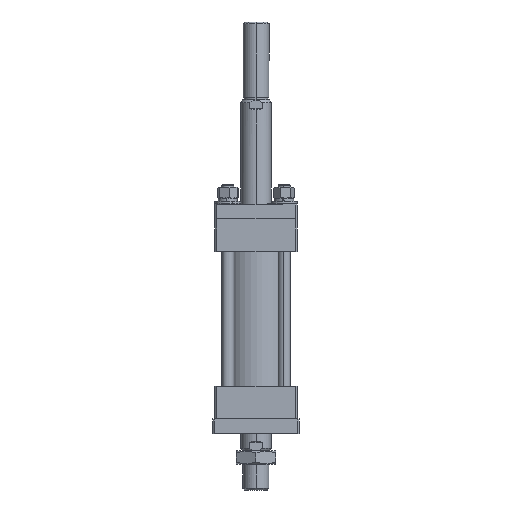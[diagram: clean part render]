
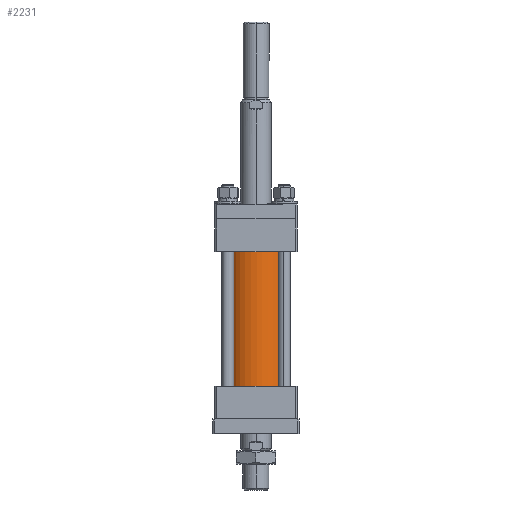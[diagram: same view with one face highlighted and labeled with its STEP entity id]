
A CAD part, left-side view. The second image highlights one B-rep face of the part: STEP entity #2231.
In plain terms, the highlighted cylindrical face has radius 37.5 mm (diameter 75 mm), a partial arc.
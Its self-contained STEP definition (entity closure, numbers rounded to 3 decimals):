
#1034 = VERTEX_POINT ( 'NONE', #4230 ) ;
#1051 = EDGE_LOOP ( 'NONE', ( #7301, #7302, #7299, #7300 ) ) ;
#1444 = CARTESIAN_POINT ( 'NONE',  ( 0., 155., -37.5 ) ) ;
#1447 = CARTESIAN_POINT ( 'NONE',  ( 0., 155., 0. ) ) ;
#1448 = DIRECTION ( 'NONE',  ( 0., 1., 0. ) ) ;
#1449 = DIRECTION ( 'NONE',  ( 0., 0., 1. ) ) ;
#1450 = DIRECTION ( 'NONE',  ( 0., -1., 0. ) ) ;
#1500 = CARTESIAN_POINT ( 'NONE',  ( 0., 0., 0. ) ) ;
#1501 = DIRECTION ( 'NONE',  ( 0., 1., 0. ) ) ;
#1502 = DIRECTION ( 'NONE',  ( 0., 0., 1. ) ) ;
#1982 = CARTESIAN_POINT ( 'NONE',  ( 0., 0., 37.5 ) ) ;
#1992 = CARTESIAN_POINT ( 'NONE',  ( 0., 155., -37.5 ) ) ;
#2071 = CARTESIAN_POINT ( 'NONE',  ( 0., 155., 37.5 ) ) ;
#2231 = ADVANCED_FACE ( 'NONE', ( #5674 ), #5672, .T. ) ;
#2679 = AXIS2_PLACEMENT_3D ( 'NONE', #1500, #1501, #1502 ) ;
#2806 = AXIS2_PLACEMENT_3D ( 'NONE', #1447, #1448, #1449 ) ;
#3728 = VERTEX_POINT ( 'NONE', #1992 ) ;
#3729 = VERTEX_POINT ( 'NONE', #2071 ) ;
#3780 = VERTEX_POINT ( 'NONE', #1982 ) ;
#4230 = CARTESIAN_POINT ( 'NONE',  ( 0., 0., -37.5 ) ) ;
#5569 = VECTOR ( 'NONE', #6240, 1000. ) ;
#5599 = LINE ( 'NONE', #6235, #5569 ) ;
#5672 = CYLINDRICAL_SURFACE ( 'NONE', #6160, 37.5 ) ;
#5674 = FACE_OUTER_BOUND ( 'NONE', #1051, .T. ) ;
#6160 = AXIS2_PLACEMENT_3D ( 'NONE', #7118, #7149, #7136 ) ;
#6235 = CARTESIAN_POINT ( 'NONE',  ( 0., 155., 37.5 ) ) ;
#6240 = DIRECTION ( 'NONE',  ( 0., -1., 0. ) ) ;
#6489 = EDGE_CURVE ( 'NONE', #3729, #3780, #5599, .T. ) ;
#6603 = EDGE_CURVE ( 'NONE', #3728, #3729, #8126, .T. ) ;
#6606 = EDGE_CURVE ( 'NONE', #3728, #1034, #8125, .T. ) ;
#6612 = EDGE_CURVE ( 'NONE', #1034, #3780, #8112, .T. ) ;
#7118 = CARTESIAN_POINT ( 'NONE',  ( 0., 155., 0. ) ) ;
#7136 = DIRECTION ( 'NONE',  ( 0., 0., -1. ) ) ;
#7149 = DIRECTION ( 'NONE',  ( 0., -1., 0. ) ) ;
#7299 = ORIENTED_EDGE ( 'NONE', *, *, #6606, .T. ) ;
#7300 = ORIENTED_EDGE ( 'NONE', *, *, #6612, .T. ) ;
#7301 = ORIENTED_EDGE ( 'NONE', *, *, #6489, .F. ) ;
#7302 = ORIENTED_EDGE ( 'NONE', *, *, #6603, .F. ) ;
#8112 = CIRCLE ( 'NONE', #2679, 37.5 ) ;
#8120 = VECTOR ( 'NONE', #1450, 1000. ) ;
#8125 = LINE ( 'NONE', #1444, #8120 ) ;
#8126 = CIRCLE ( 'NONE', #2806, 37.5 ) ;
